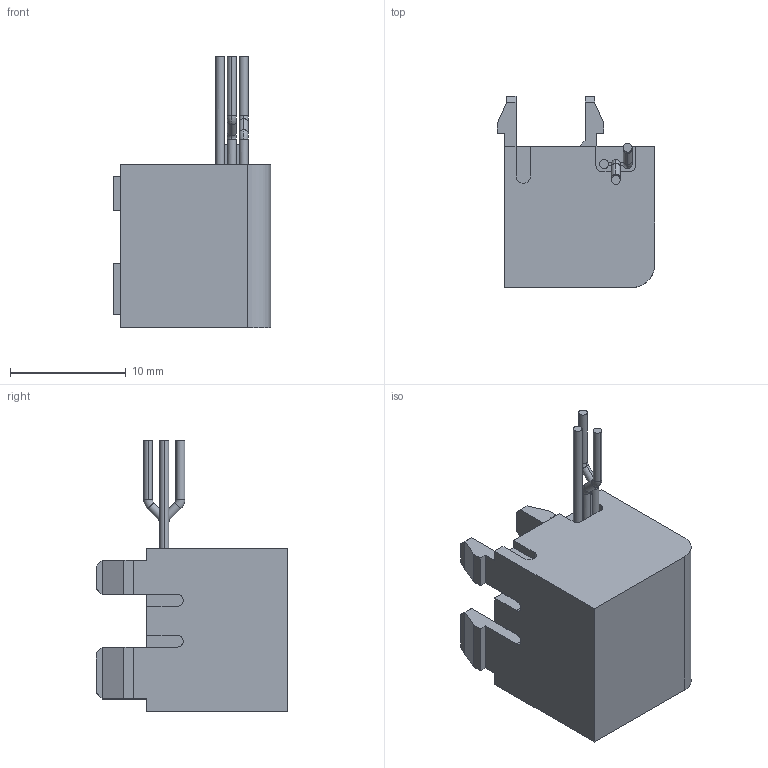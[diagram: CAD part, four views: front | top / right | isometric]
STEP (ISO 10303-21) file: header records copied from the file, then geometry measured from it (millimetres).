
FILE_DESCRIPTION (( 'STEP AP214' ), '1' );
FILE_NAME ('OPB716Z.STEP', '2019-10-15T18:44:58', ( '' ), ( '' ), 'SwSTEP 2.0', 'SolidWorks 2018', '' );
FILE_SCHEMA (( 'AUTOMOTIVE_DESIGN' ));
Length unit declared in the file: inch
Products named in the file (1): OPB716Z
Bounding box: 13.61 x 16.54 x 23.5 mm (x, y, z)
Volume: 2285.9 mm3; surface area: 1297 mm2
Topology: 1 solids, 1 shells, 108 faces, 288 edges, 186 vertices
Faces by surface type: plane 76, cylinder 24, torus 8
Entity records: 4054 total; most frequent: CARTESIAN_POINT 583, DIRECTION 576, ORIENTED_EDGE 576, EDGE_CURVE 288, VECTOR 218, LINE 218, VERTEX_POINT 186, AXIS2_PLACEMENT_3D 179
